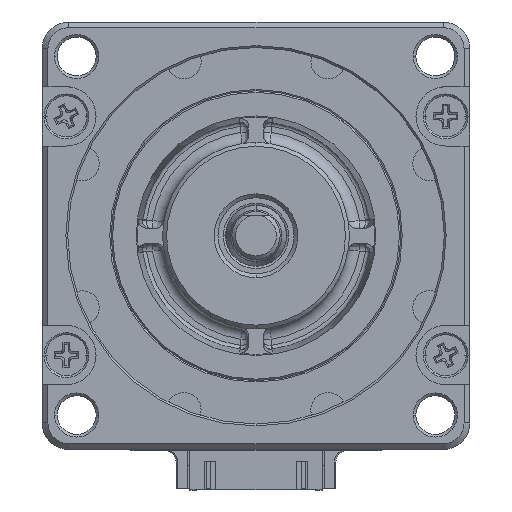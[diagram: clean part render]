
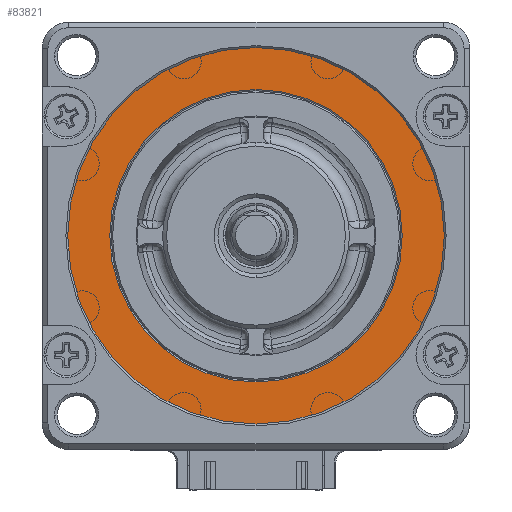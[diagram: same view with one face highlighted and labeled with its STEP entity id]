
A CAD part, top view. The second image highlights one B-rep face of the part: STEP entity #83821.
In plain terms, the highlighted planar face has unit normal (0, 0, 1).
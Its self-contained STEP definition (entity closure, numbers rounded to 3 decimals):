
#79216=CARTESIAN_POINT('',(0.,0.,-0.55));
#79217=DIRECTION('',(0.,0.,1.));
#79218=DIRECTION('',(0.,1.,0.));
#79219=AXIS2_PLACEMENT_3D('',#79216,#79217,#79218);
#79221=CARTESIAN_POINT('',(0.,0.,-0.55));
#79222=DIRECTION('',(0.,0.,-1.));
#79223=DIRECTION('',(0.,1.,0.));
#79224=AXIS2_PLACEMENT_3D('',#79221,#79222,#79223);
#79226=CARTESIAN_POINT('',(0.,0.,-0.55));
#79227=DIRECTION('',(0.,0.,-1.));
#79228=DIRECTION('',(0.,1.,0.));
#79229=AXIS2_PLACEMENT_3D('',#79226,#79227,#79228);
#79231=CARTESIAN_POINT('',(0.,0.,-0.55));
#79232=DIRECTION('',(0.,0.,1.));
#79233=DIRECTION('',(0.,1.,0.));
#79234=AXIS2_PLACEMENT_3D('',#79231,#79232,#79233);
#81326=CARTESIAN_POINT('',(0.,24.75,-0.55));
#81327=CARTESIAN_POINT('',(0.,-24.75,-0.55));
#81328=VERTEX_POINT('',#81326);
#81329=VERTEX_POINT('',#81327);
#81695=CARTESIAN_POINT('',(0.,19.223,-0.55));
#81697=VERTEX_POINT('',#81695);
#81699=CARTESIAN_POINT('',(0.,-19.223,-0.55));
#81701=VERTEX_POINT('',#81699);
#83806=CARTESIAN_POINT('',(0.,0.,-0.55));
#83807=DIRECTION('',(0.,0.,1.));
#83808=DIRECTION('',(0.,-1.,0.));
#83809=AXIS2_PLACEMENT_3D('',#83806,#83807,#83808);
#83810=PLANE('',#83809);
#83811=ORIENTED_EDGE('',*,*,#83800,.T.);
#83812=ORIENTED_EDGE('',*,*,#83786,.F.);
#83813=EDGE_LOOP('',(#83811,#83812));
#83814=FACE_OUTER_BOUND('',#83813,.F.);
#83816=ORIENTED_EDGE('',*,*,#83815,.T.);
#83818=ORIENTED_EDGE('',*,*,#83817,.F.);
#83819=EDGE_LOOP('',(#83816,#83818));
#83820=FACE_BOUND('',#83819,.F.);
#83821=ADVANCED_FACE('',(#83814,#83820),#83810,.T.);
#79220=CIRCLE('',#79219,19.223);
#79225=CIRCLE('',#79224,19.223);
#79230=CIRCLE('',#79229,24.75);
#79235=CIRCLE('',#79234,24.75);
#83786=EDGE_CURVE('',#81328,#81329,#79235,.T.);
#83800=EDGE_CURVE('',#81328,#81329,#79230,.T.);
#83815=EDGE_CURVE('',#81697,#81701,#79220,.T.);
#83817=EDGE_CURVE('',#81697,#81701,#79225,.T.);
